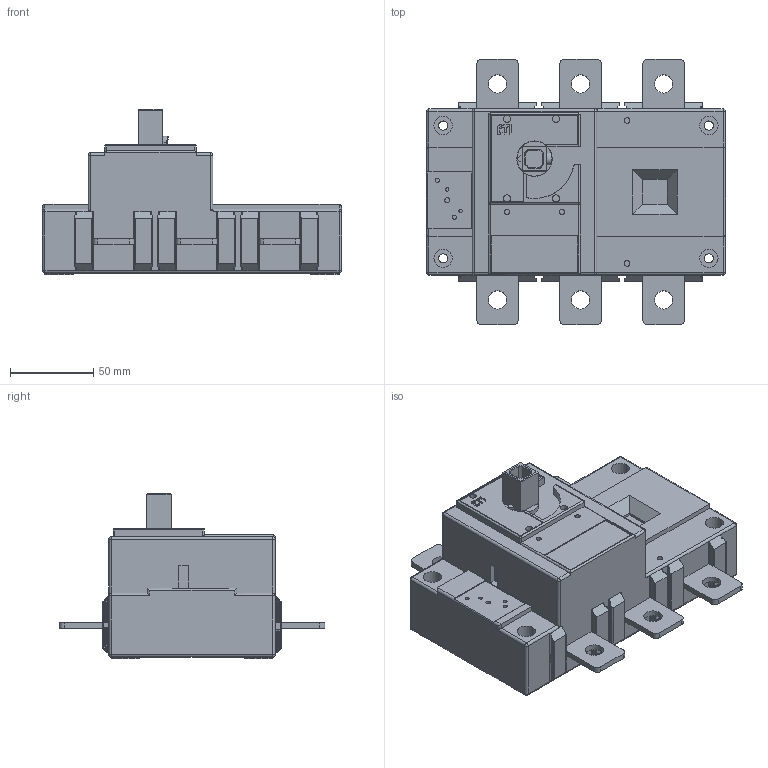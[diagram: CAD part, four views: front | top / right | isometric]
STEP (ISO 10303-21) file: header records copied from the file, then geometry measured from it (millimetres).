
FILE_DESCRIPTION((''),'2;1');
FILE_NAME('LBS_250_3P','2017-10-25T',('luka.skrinjar'),('Audax d.o.o.'),'CREO PARAMETRIC BY PTC INC, 2016050','CREO PARAMETRIC BY PTC INC, 2016050','');
FILE_SCHEMA(('AUTOMOTIVE_DESIGN { 1 0 10303 214 1 1 1 1 }'));
Length unit declared in the file: millimetre
Products named in the file (1): LBS_250_3P
Bounding box: 180 x 160 x 99.6 mm (x, y, z)
Volume: 985976.9 mm3; surface area: 96262.3 mm2
Topology: 1 solids, 2 shells, 635 faces, 1706 edges, 1082 vertices
Faces by surface type: plane 332, cylinder 250, extrusion 29, sphere 16, cone 8
Entity records: 25768 total; most frequent: CARTESIAN_POINT 4918, ORIENTED_EDGE 3368, DIRECTION 3015, PRESENTATION_STYLE_ASSIGNMENT 1691, STYLED_ITEM 1688, CURVE_STYLE 1686, EDGE_CURVE 1686, VECTOR 1093
